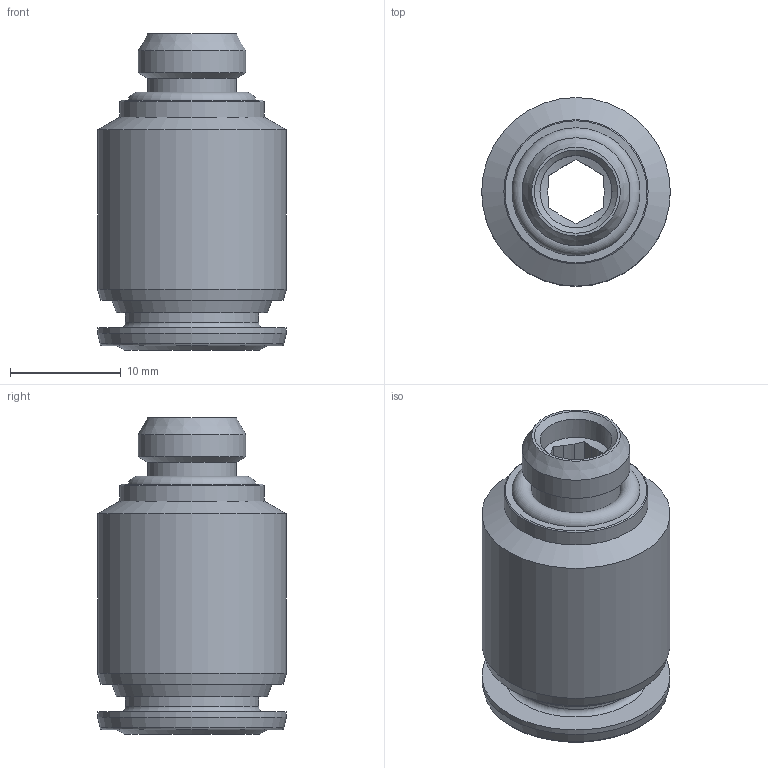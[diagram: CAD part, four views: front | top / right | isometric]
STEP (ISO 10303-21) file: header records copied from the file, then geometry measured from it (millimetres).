
FILE_DESCRIPTION(/* description */ ('STEP AP214'),/* implementation_level */ '2;1');
FILE_NAME(/* name */ '8087695_NPQR-DK-G18-Q10',/* time_stamp */ '2024-09-12T03:07:33+02:00',/* author */ ('License CC BY-ND 4.0'),/* organization */ ('CADENAS'),/* preprocessor_version */ 'ST-DEVELOPER v19.3',/* originating_system */ 'PARTsolutions',/* authorisation */ ' ');
FILE_SCHEMA (('AUTOMOTIVE_DESIGN {1 0 10303 214 3 1 1}'));
Length unit declared in the file: millimetre
Products named in the file (1): 8087695 NPQR-DK-G18-Q10---(high)
Bounding box: 17 x 17 x 28.5 mm (x, y, z)
Volume: 3234.3 mm3; surface area: 2625.4 mm2
Topology: 1 solids, 1 shells, 49 faces, 111 edges, 70 vertices
Faces by surface type: plane 20, cylinder 14, cone 12, torus 3
Full cylindrical faces by diameter (mm): 6.5 x1, 8 x1, 9.728 x1, 10 x1, 12 x1, 13 x1, 17 x2
Entity records: 1615 total; most frequent: CARTESIAN_POINT 272, DIRECTION 202, ORIENTED_EDGE 168, AXIS2_PLACEMENT_3D 92, EDGE_CURVE 84, EDGE_LOOP 80, FACE_BOUND 80, VERTEX_POINT 66
